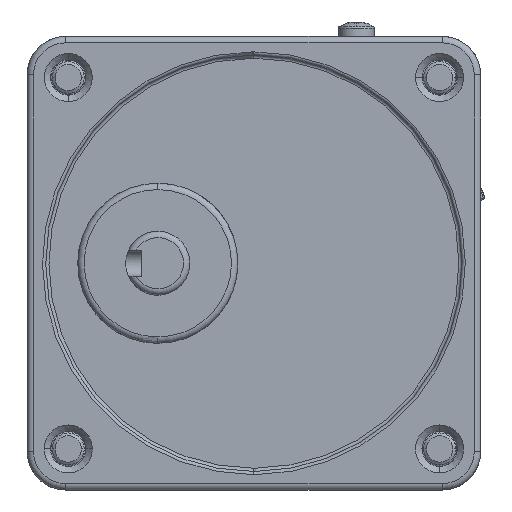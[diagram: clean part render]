
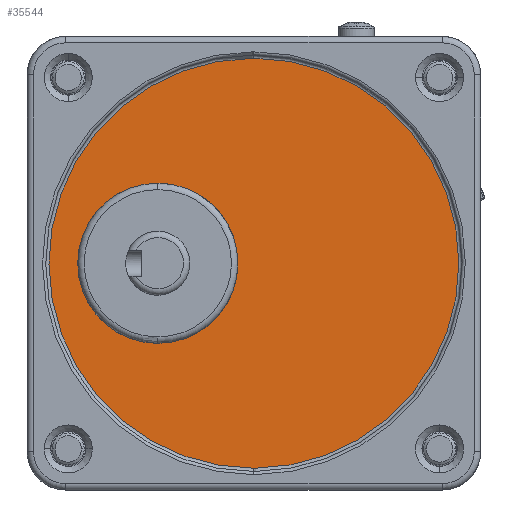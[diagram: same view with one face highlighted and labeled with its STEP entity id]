
A CAD part, front view. The second image highlights one B-rep face of the part: STEP entity #35544.
In plain terms, the highlighted face is planar.
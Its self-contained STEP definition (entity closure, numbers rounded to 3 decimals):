
#34747=CARTESIAN_POINT('',(0.,0.,31.));
#34748=DIRECTION('',(0.,0.,-1.));
#34749=DIRECTION('',(1.,0.,0.));
#34750=AXIS2_PLACEMENT_3D('',#34747,#34748,#34749);
#34752=CARTESIAN_POINT('',(0.,0.,31.));
#34753=DIRECTION('',(0.,0.,-1.));
#34754=DIRECTION('',(-1.,-0.008,0.));
#34755=AXIS2_PLACEMENT_3D('',#34752,#34753,#34754);
#34757=CARTESIAN_POINT('',(0.,0.,31.));
#34758=DIRECTION('',(0.,0.,-1.));
#34759=DIRECTION('',(-1.,0.,0.));
#34760=AXIS2_PLACEMENT_3D('',#34757,#34758,#34759);
#34762=CARTESIAN_POINT('',(0.,0.,31.));
#34763=DIRECTION('',(0.,0.,-1.));
#34764=DIRECTION('',(1.,0.008,0.));
#34765=AXIS2_PLACEMENT_3D('',#34762,#34763,#34764);
#34823=CARTESIAN_POINT('',(-32.,0.,31.));
#34824=VERTEX_POINT('',#34823);
#34827=CARTESIAN_POINT('',(32.,0.,31.));
#34828=VERTEX_POINT('',#34827);
#34829=CARTESIAN_POINT('',(-31.999,-0.253,31.));
#34830=VERTEX_POINT('',#34829);
#34831=CARTESIAN_POINT('',(31.999,0.253,31.));
#34832=VERTEX_POINT('',#34831);
#35533=CARTESIAN_POINT('',(0.,0.,31.));
#35534=DIRECTION('',(0.,0.,1.));
#35535=DIRECTION('',(1.,0.,0.));
#35536=AXIS2_PLACEMENT_3D('',#35533,#35534,#35535);
#35537=PLANE('',#35536);
#35538=ORIENTED_EDGE('',*,*,#35527,.T.);
#35539=ORIENTED_EDGE('',*,*,#35525,.T.);
#35540=ORIENTED_EDGE('',*,*,#35510,.T.);
#35541=ORIENTED_EDGE('',*,*,#35508,.T.);
#35542=EDGE_LOOP('',(#35538,#35539,#35540,#35541));
#35543=FACE_OUTER_BOUND('',#35542,.F.);
#35544=ADVANCED_FACE('',(#35543),#35537,.T.);
#34751=CIRCLE('',#34750,32.);
#34756=CIRCLE('',#34755,32.);
#34761=CIRCLE('',#34760,32.);
#34766=CIRCLE('',#34765,32.);
#35508=EDGE_CURVE('',#34832,#34828,#34766,.T.);
#35510=EDGE_CURVE('',#34824,#34832,#34761,.T.);
#35525=EDGE_CURVE('',#34830,#34824,#34756,.T.);
#35527=EDGE_CURVE('',#34828,#34830,#34751,.T.);
